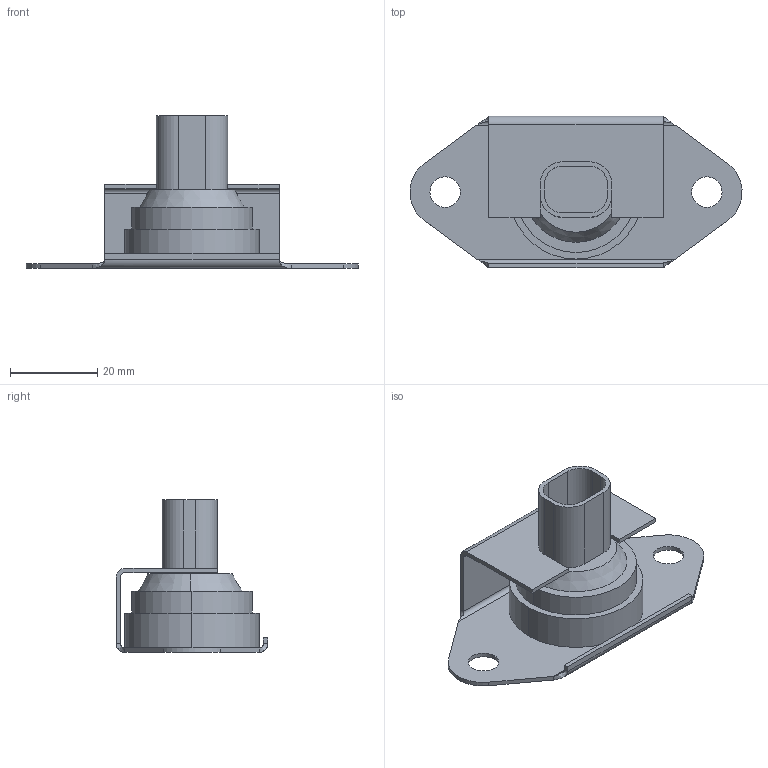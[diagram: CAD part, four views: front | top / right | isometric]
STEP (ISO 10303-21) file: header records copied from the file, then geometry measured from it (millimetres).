
FILE_DESCRIPTION((''),'2;1');
FILE_NAME('Accelerometer.stp','2005-12-25T16:23:00',('t8558es'),(''),'Autodesk Inventor (R) 6.0','Autodesk Inventor (R) 6.0','');
FILE_SCHEMA(('AUTOMOTIVE_DESIGN { 1 0 10303 214 1 1 1 1 }'));
Length unit declared in the file: millimetre
Products named in the file (1): Accelerometer
Bounding box: 76.14 x 34.75 x 35 mm (x, y, z)
Volume: 14754.7 mm3; surface area: 10253.6 mm2
Topology: 1 solids, 1 shells, 70 faces, 180 edges, 114 vertices
Faces by surface type: plane 38, cylinder 26, bspline 4, cone 2
Entity records: 2297 total; most frequent: CARTESIAN_POINT 545, ORIENTED_EDGE 360, DIRECTION 356, EDGE_CURVE 180, VECTOR 122, LINE 122, AXIS2_PLACEMENT_3D 117, VERTEX_POINT 114
